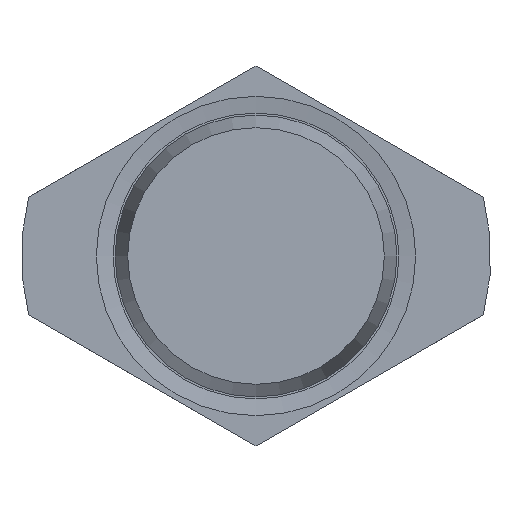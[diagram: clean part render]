
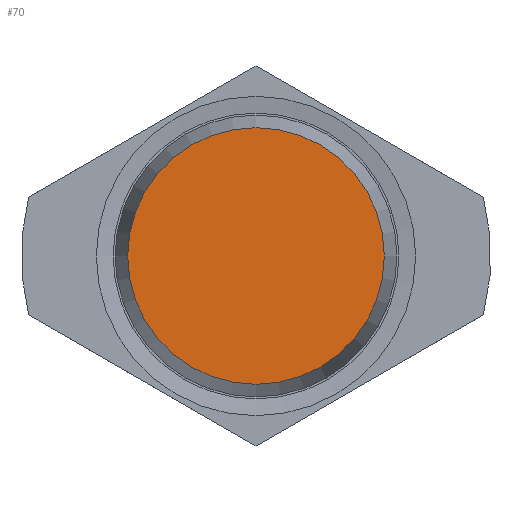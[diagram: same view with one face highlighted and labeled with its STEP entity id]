
A CAD part, front view. The second image highlights one B-rep face of the part: STEP entity #70.
In plain terms, the highlighted planar face has unit normal (0, -1, 0).
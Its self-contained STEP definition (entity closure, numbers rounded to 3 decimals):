
#70 = ADVANCED_FACE( '', ( #144 ), #145, .F. );
#144 = FACE_OUTER_BOUND( '', #219, .T. );
#145 = PLANE( '', #220 );
#219 = EDGE_LOOP( '', ( #357 ) );
#220 = AXIS2_PLACEMENT_3D( '', #358, #359, #360 );
#357 = ORIENTED_EDGE( '', *, *, #449, .T. );
#358 = CARTESIAN_POINT( '', ( 5.464, -18., 0. ) );
#359 = DIRECTION( '', ( 0., 1., 0. ) );
#360 = DIRECTION( '', ( 0., 0., 1. ) );
#449 = EDGE_CURVE( '', #532, #532, #533, .T. );
#532 = VERTEX_POINT( '', #676 );
#533 = CIRCLE( '', #677, 5.464 );
#676 = CARTESIAN_POINT( '', ( 0., -18., -5.464 ) );
#677 = AXIS2_PLACEMENT_3D( '', #741, #742, #743 );
#741 = CARTESIAN_POINT( '', ( 0., -18., 0. ) );
#742 = DIRECTION( '', ( 0., -1., 0. ) );
#743 = DIRECTION( '', ( 0., 0., -1. ) );
